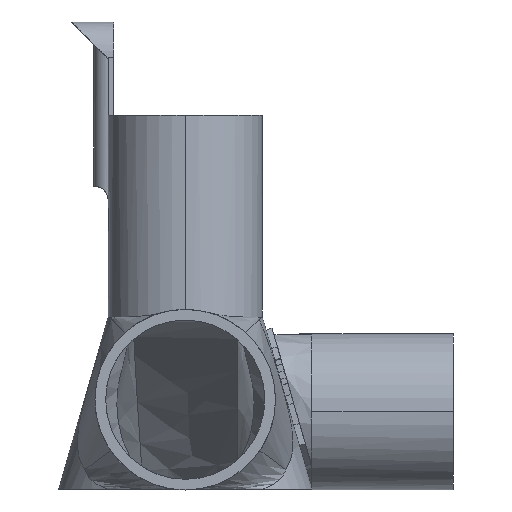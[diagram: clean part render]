
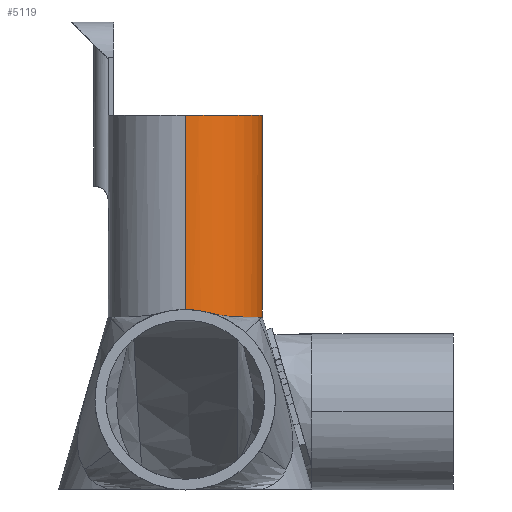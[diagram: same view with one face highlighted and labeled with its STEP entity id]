
A CAD part, left-side view. The second image highlights one B-rep face of the part: STEP entity #5119.
In plain terms, the highlighted cylindrical face has radius 10.9 mm (diameter 21.8 mm), a partial arc.
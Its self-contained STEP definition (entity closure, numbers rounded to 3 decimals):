
#156 = AXIS2_PLACEMENT_3D ( 'NONE', #1884, #2795, #8551 ) ;
#306 = CARTESIAN_POINT ( 'NONE',  ( -18.178, -9.612, 24.341 ) ) ;
#460 = CARTESIAN_POINT ( 'NONE',  ( -23.469, -3.051, 24.341 ) ) ;
#531 = EDGE_LOOP ( 'NONE', ( #2018, #2421, #7748, #1461, #8676 ) ) ;
#1143 = CARTESIAN_POINT ( 'NONE',  ( -15.875, -10.532, 24.339 ) ) ;
#1168 = EDGE_CURVE ( 'NONE', #7087, #11373, #6748, .T. ) ;
#1271 = CARTESIAN_POINT ( 'NONE',  ( -23.07, -4.216, 24.341 ) ) ;
#1340 = CARTESIAN_POINT ( 'NONE',  ( -23.9, 0., 24.34 ) ) ;
#1378 = CARTESIAN_POINT ( 'NONE',  ( -23.691, -2.145, 24.341 ) ) ;
#1461 = ORIENTED_EDGE ( 'NONE', *, *, #1168, .F. ) ;
#1884 = CARTESIAN_POINT ( 'NONE',  ( -13., 0., 0.84 ) ) ;
#1972 = CARTESIAN_POINT ( 'NONE',  ( -13., -10.9, 24.34 ) ) ;
#1978 = CARTESIAN_POINT ( 'NONE',  ( -15.265, -10.662, 24.34 ) ) ;
#2018 = ORIENTED_EDGE ( 'NONE', *, *, #7570, .F. ) ;
#2261 = CARTESIAN_POINT ( 'NONE',  ( -18.964, -9.129, 24.34 ) ) ;
#2296 = CARTESIAN_POINT ( 'NONE',  ( -19.22, -8.956, 24.34 ) ) ;
#2421 = ORIENTED_EDGE ( 'NONE', *, *, #11410, .T. ) ;
#2466 = AXIS2_PLACEMENT_3D ( 'NONE', #9733, #11693, #11581 ) ;
#2662 = CARTESIAN_POINT ( 'NONE',  ( -13., -10.9, 52.84 ) ) ;
#2792 = CARTESIAN_POINT ( 'NONE',  ( -13., -10.9, 24.34 ) ) ;
#2795 = DIRECTION ( 'NONE',  ( 0., 0., -1. ) ) ;
#3053 = CARTESIAN_POINT ( 'NONE',  ( -19.718, -8.589, 24.34 ) ) ;
#3534 = EDGE_CURVE ( 'NONE', #10794, #7087, #7522, .T. ) ;
#3915 = CARTESIAN_POINT ( 'NONE',  ( -22.199, -5.856, 24.341 ) ) ;
#3924 = LINE ( 'NONE', #11398, #11217 ) ;
#3962 = CARTESIAN_POINT ( 'NONE',  ( -23.9, -0.615, 24.34 ) ) ;
#4159 = CARTESIAN_POINT ( 'NONE',  ( -15.265, -10.662, 24.34 ) ) ;
#4654 = VERTEX_POINT ( 'NONE', #4680 ) ;
#4680 = CARTESIAN_POINT ( 'NONE',  ( -23.9, 0., 52.84 ) ) ;
#5119 = ADVANCED_FACE ( 'NONE', ( #7352 ), #6495, .T. ) ;
#5547 = CARTESIAN_POINT ( 'NONE',  ( -15.265, -10.662, 24.34 ) ) ;
#5761 = CARTESIAN_POINT ( 'NONE',  ( -16.475, -10.35, 24.34 ) ) ;
#5829 = EDGE_CURVE ( 'NONE', #11373, #9623, #6140, .T. ) ;
#5875 = CARTESIAN_POINT ( 'NONE',  ( -19.962, -8.393, 24.34 ) ) ;
#6119 = CIRCLE ( 'NONE', #2466, 10.9 ) ;
#6140 = B_SPLINE_CURVE_WITH_KNOTS ( 'NONE', 3,
 ( #1978, #1143, #5761, #8484, #306, #2261, #2296, #3053, #5875, #6763, #9482, #9408, #9370, #3915, #11394, #10421, #1271, #11276, #460, #6807, #1378, #6848, #3962, #10298 ),
 .UNSPECIFIED., .F., .F.,
 ( 4, 2, 2, 2, 2, 2, 2, 2, 2, 2, 2, 4 ),
 ( 0., 0.002, 0.004, 0.005, 0.006, 0.007, 0.008, 0.009, 0.011, 0.012, 0.013, 0.015 ),
 .UNSPECIFIED. ) ;
#6390 = CARTESIAN_POINT ( 'NONE',  ( -13.776, -10.9, 24.34 ) ) ;
#6495 = CYLINDRICAL_SURFACE ( 'NONE', #156, 10.9 ) ;
#6748 = B_SPLINE_CURVE_WITH_KNOTS ( 'NONE', 3,
 ( #1972, #6390, #7299, #5547 ),
 .UNSPECIFIED., .F., .F.,
 ( 4, 4 ),
 ( 0., 0.062 ),
 .UNSPECIFIED. ) ;
#6763 = CARTESIAN_POINT ( 'NONE',  ( -20.661, -7.778, 24.34 ) ) ;
#6807 = CARTESIAN_POINT ( 'NONE',  ( -23.625, -2.451, 24.341 ) ) ;
#6848 = CARTESIAN_POINT ( 'NONE',  ( -23.848, -1.229, 24.341 ) ) ;
#7087 = VERTEX_POINT ( 'NONE', #2792 ) ;
#7299 = CARTESIAN_POINT ( 'NONE',  ( -14.534, -10.817, 24.34 ) ) ;
#7352 = FACE_OUTER_BOUND ( 'NONE', #531, .T. ) ;
#7522 = LINE ( 'NONE', #8795, #9502 ) ;
#7570 = EDGE_CURVE ( 'NONE', #4654, #10794, #6119, .T. ) ;
#7748 = ORIENTED_EDGE ( 'NONE', *, *, #5829, .F. ) ;
#8484 = CARTESIAN_POINT ( 'NONE',  ( -17.628, -9.888, 24.341 ) ) ;
#8551 = DIRECTION ( 'NONE',  ( -1., 0., 0. ) ) ;
#8676 = ORIENTED_EDGE ( 'NONE', *, *, #3534, .F. ) ;
#8795 = CARTESIAN_POINT ( 'NONE',  ( -13., -10.9, 0.84 ) ) ;
#8807 = DIRECTION ( 'NONE',  ( 0., 0., -1. ) ) ;
#9370 = CARTESIAN_POINT ( 'NONE',  ( -21.851, -6.369, 24.341 ) ) ;
#9408 = CARTESIAN_POINT ( 'NONE',  ( -21.668, -6.616, 24.341 ) ) ;
#9482 = CARTESIAN_POINT ( 'NONE',  ( -21.087, -7.334, 24.341 ) ) ;
#9502 = VECTOR ( 'NONE', #10647, 1000. ) ;
#9623 = VERTEX_POINT ( 'NONE', #1340 ) ;
#9733 = CARTESIAN_POINT ( 'NONE',  ( -13., 0., 52.84 ) ) ;
#10298 = CARTESIAN_POINT ( 'NONE',  ( -23.9, 0., 24.34 ) ) ;
#10421 = CARTESIAN_POINT ( 'NONE',  ( -22.817, -4.777, 24.34 ) ) ;
#10647 = DIRECTION ( 'NONE',  ( 0., 0., -1. ) ) ;
#10794 = VERTEX_POINT ( 'NONE', #2662 ) ;
#11217 = VECTOR ( 'NONE', #8807, 1000. ) ;
#11276 = CARTESIAN_POINT ( 'NONE',  ( -23.378, -3.346, 24.341 ) ) ;
#11373 = VERTEX_POINT ( 'NONE', #4159 ) ;
#11394 = CARTESIAN_POINT ( 'NONE',  ( -22.363, -5.589, 24.341 ) ) ;
#11398 = CARTESIAN_POINT ( 'NONE',  ( -23.9, 0., 0.84 ) ) ;
#11410 = EDGE_CURVE ( 'NONE', #4654, #9623, #3924, .T. ) ;
#11581 = DIRECTION ( 'NONE',  ( 1., 0., 0. ) ) ;
#11693 = DIRECTION ( 'NONE',  ( 0., 0., 1. ) ) ;
